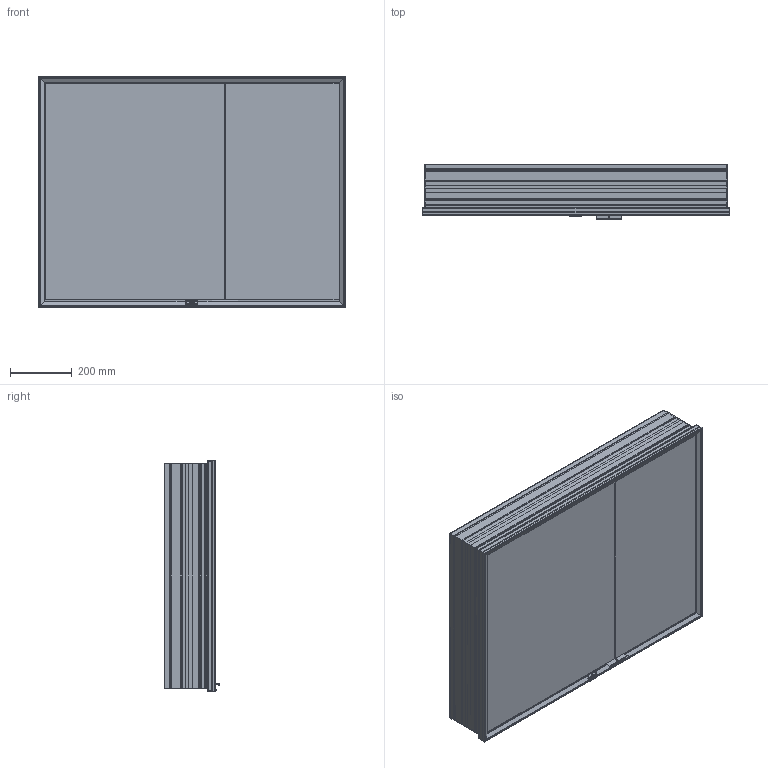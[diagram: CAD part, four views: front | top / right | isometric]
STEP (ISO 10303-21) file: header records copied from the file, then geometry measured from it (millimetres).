
FILE_DESCRIPTION(/* description */ (''),/* implementation_level */ '2;1');
FILE_NAME(/* name */ 'A4581000_AJ064_RFS.stp',/* time_stamp */ '2020-11-10T08:37:21+01:00',/* author */ ('StegeR'),/* organization */ (''),/* preprocessor_version */ 'ST-DEVELOPER v16.1',/* originating_system */ 'Autodesk Inventor 2016',/* authorisation */ '');
FILE_SCHEMA (('AUTOMOTIVE_DESIGN { 1 0 10303 214 3 1 1 }'));
Products named in the file (1): A4581000_AJ064_RFS
Bounding box: 1000 x 180.57 x 750 mm (x, y, z)
Volume: 10990607.3 mm3; surface area: 7405147.9 mm2
Topology: 54 solids, 54 shells, 2968 faces, 8189 edges, 5317 vertices
Faces by surface type: plane 1409, cylinder 1371, torus 106, bspline 38, sphere 36, cone 8
Full cylindrical faces by diameter (mm): 0.517 x1, 2.4 x2, 3.5 x2, 6 x10, 13.1 x2, 38.2 x2, 40.5 x2, 41.7 x2, 41.712 x2
Entity records: 95474 total; most frequent: CARTESIAN_POINT 17469, DIRECTION 16852, ORIENTED_EDGE 16264, EDGE_CURVE 8132, AXIS2_PLACEMENT_3D 5843, VERTEX_POINT 5313, LINE 5166, VECTOR 5166
